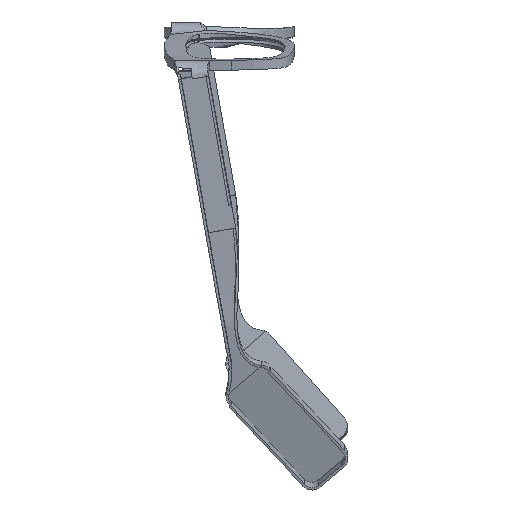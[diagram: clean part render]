
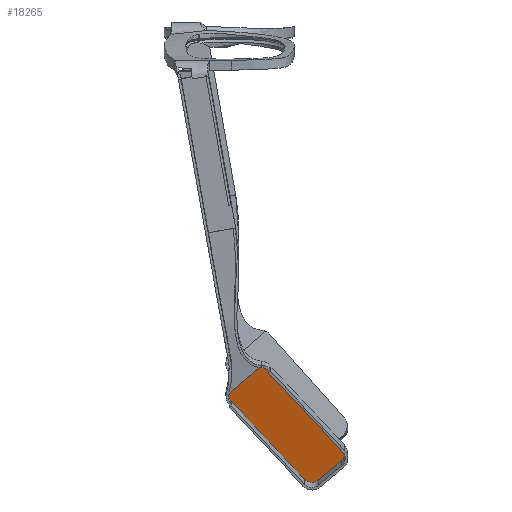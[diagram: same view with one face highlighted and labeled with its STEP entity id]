
A CAD part, left-side view. The second image highlights one B-rep face of the part: STEP entity #18265.
In plain terms, the highlighted planar face has unit normal (-0.95, -0.03, -0.311).
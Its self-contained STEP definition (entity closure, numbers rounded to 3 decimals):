
#15878=CARTESIAN_POINT('Vertex',(-51.308,-13.528,-133.11)) ;
#15903=CARTESIAN_POINT('Vertex',(-51.752,-11.475,-131.949)) ;
#15907=CARTESIAN_POINT('Control Point',(-51.752,-11.475,-131.949)) ;
#15908=CARTESIAN_POINT('Control Point',(-51.69,-12.065,-132.081)) ;
#15909=CARTESIAN_POINT('Control Point',(-51.592,-12.627,-132.327)) ;
#15910=CARTESIAN_POINT('Control Point',(-51.461,-13.123,-132.679)) ;
#15911=CARTESIAN_POINT('Control Point',(-51.308,-13.528,-133.11)) ;
#16226=CARTESIAN_POINT('Vertex',(-48.359,2.273,-143.636)) ;
#16230=CARTESIAN_POINT('Control Point',(-48.359,2.273,-143.636)) ;
#16231=CARTESIAN_POINT('Control Point',(-48.68,0.967,-142.529)) ;
#16232=CARTESIAN_POINT('Control Point',(-49.002,-0.339,-141.423)) ;
#16233=CARTESIAN_POINT('Control Point',(-49.354,-1.768,-140.21)) ;
#16234=CARTESIAN_POINT('Control Point',(-50.001,-4.394,-137.98)) ;
#16235=CARTESIAN_POINT('Control Point',(-50.634,-6.957,-135.8)) ;
#16236=CARTESIAN_POINT('Control Point',(-50.903,-8.046,-134.873)) ;
#16237=CARTESIAN_POINT('Control Point',(-51.225,-9.349,-133.763)) ;
#16238=CARTESIAN_POINT('Control Point',(-51.548,-10.651,-132.652)) ;
#16239=CARTESIAN_POINT('Control Point',(-51.616,-10.926,-132.418)) ;
#16240=CARTESIAN_POINT('Control Point',(-51.684,-11.2,-132.183)) ;
#16241=CARTESIAN_POINT('Control Point',(-51.752,-11.475,-131.949)) ;
#17103=CARTESIAN_POINT('Control Point',(-47.43,1.278,-146.381)) ;
#17104=CARTESIAN_POINT('Control Point',(-47.628,1.798,-145.826)) ;
#17105=CARTESIAN_POINT('Control Point',(-47.864,2.165,-145.139)) ;
#17106=CARTESIAN_POINT('Control Point',(-48.117,2.322,-144.382)) ;
#17107=CARTESIAN_POINT('Control Point',(-48.359,2.273,-143.636)) ;
#17108=CARTESIAN_POINT('Vertex',(-47.43,1.278,-146.381)) ;
#17936=CARTESIAN_POINT('Vertex',(-36.04,-33.629,-177.877)) ;
#17939=CARTESIAN_POINT('Axis2P3D Location',(-37.047,-30.982,-175.053)) ;
#17943=CARTESIAN_POINT('Vertex',(-36.308,-27.986,-177.598)) ;
#17974=CARTESIAN_POINT('Vertex',(-38.303,-42.804,-170.082)) ;
#17977=CARTESIAN_POINT('Line Origine',(-37.172,-38.217,-173.98)) ;
#17999=CARTESIAN_POINT('Line Origine',(-41.877,-13.333,-161.968)) ;
#18122=CARTESIAN_POINT('Vertex',(-40.048,-43.153,-164.713)) ;
#18125=CARTESIAN_POINT('Axis2P3D Location',(-39.309,-40.157,-167.258)) ;
#18178=CARTESIAN_POINT('Line Origine',(-45.678,-28.34,-148.911)) ;
#18250=CARTESIAN_POINT('Axis2P3D Location',(-45.521,-16.25,-150.547)) ;
#17940=DIRECTION('Axis2P3D Direction',(0.95,0.03,0.311)) ;
#17978=DIRECTION('Vector Direction',(0.185,0.749,-0.636)) ;
#18000=DIRECTION('Vector Direction',(0.252,-0.662,-0.706)) ;
#18126=DIRECTION('Axis2P3D Direction',(0.95,0.03,0.311)) ;
#18179=DIRECTION('Vector Direction',(-0.252,0.662,0.706)) ;
#18251=DIRECTION('Axis2P3D Direction',(0.95,0.03,0.311)) ;
#18252=DIRECTION('Axis2P3D XDirection',(-0.252,0.662,0.706)) ;
#17941=AXIS2_PLACEMENT_3D('Circle Axis2P3D',#17939,#17940,$) ;
#18127=AXIS2_PLACEMENT_3D('Circle Axis2P3D',#18125,#18126,$) ;
#18253=AXIS2_PLACEMENT_3D('Plane Axis2P3D',#18250,#18251,#18252) ;
#18256=ORIENTED_EDGE('',*,*,#18129,.T.) ;
#18257=ORIENTED_EDGE('',*,*,#18182,.T.) ;
#18258=ORIENTED_EDGE('',*,*,#15912,.F.) ;
#18259=ORIENTED_EDGE('',*,*,#16242,.F.) ;
#18260=ORIENTED_EDGE('',*,*,#17110,.F.) ;
#18261=ORIENTED_EDGE('',*,*,#18003,.F.) ;
#18262=ORIENTED_EDGE('',*,*,#17945,.T.) ;
#18263=ORIENTED_EDGE('',*,*,#17981,.T.) ;
#17979=VECTOR('Line Direction',#17978,1.) ;
#18001=VECTOR('Line Direction',#18000,1.) ;
#18180=VECTOR('Line Direction',#18179,1.) ;
#18265=ADVANCED_FACE('V2',(#18264),#18254,.F.) ;
#15906=B_SPLINE_CURVE_WITH_KNOTS('',4,(#15907,#15908,#15909,#15910,#15911),.UNSPECIFIED.,.F.,.U.,(5,5),(0.,4.665),.UNSPECIFIED.) ;
#16229=B_SPLINE_CURVE_WITH_KNOTS('',5,(#16230,#16231,#16232,#16233,#16234,#16235,#16236,#16237,#16238,#16239,#16240,#16241),.UNSPECIFIED.,.F.,.U.,(6,3,3,6),(0.,12.297,22.,24.593),.UNSPECIFIED.) ;
#17102=B_SPLINE_CURVE_WITH_KNOTS('',4,(#17103,#17104,#17105,#17106,#17107),.UNSPECIFIED.,.F.,.U.,(5,5),(0.,5.109),.UNSPECIFIED.) ;
#17942=CIRCLE('generated circle',#17941,4.) ;
#18128=CIRCLE('generated circle',#18127,4.) ;
#15912=EDGE_CURVE('',#15904,#15879,#15906,.T.) ;
#16242=EDGE_CURVE('',#16227,#15904,#16229,.T.) ;
#17110=EDGE_CURVE('',#17109,#16227,#17102,.T.) ;
#17945=EDGE_CURVE('',#17944,#17937,#17942,.F.) ;
#17981=EDGE_CURVE('',#17937,#17975,#17980,.F.) ;
#18003=EDGE_CURVE('',#17944,#17109,#18002,.F.) ;
#18129=EDGE_CURVE('',#17975,#18123,#18128,.F.) ;
#18182=EDGE_CURVE('',#18123,#15879,#18181,.T.) ;
#18255=EDGE_LOOP('',(#18256,#18257,#18258,#18259,#18260,#18261,#18262,#18263)) ;
#18264=FACE_OUTER_BOUND('',#18255,.T.) ;
#17980=LINE('Line',#17977,#17979) ;
#18002=LINE('Line',#17999,#18001) ;
#18181=LINE('Line',#18178,#18180) ;
#18254=PLANE('Plane',#18253) ;
#15879=VERTEX_POINT('',#15878) ;
#15904=VERTEX_POINT('',#15903) ;
#16227=VERTEX_POINT('',#16226) ;
#17109=VERTEX_POINT('',#17108) ;
#17937=VERTEX_POINT('',#17936) ;
#17944=VERTEX_POINT('',#17943) ;
#17975=VERTEX_POINT('',#17974) ;
#18123=VERTEX_POINT('',#18122) ;
